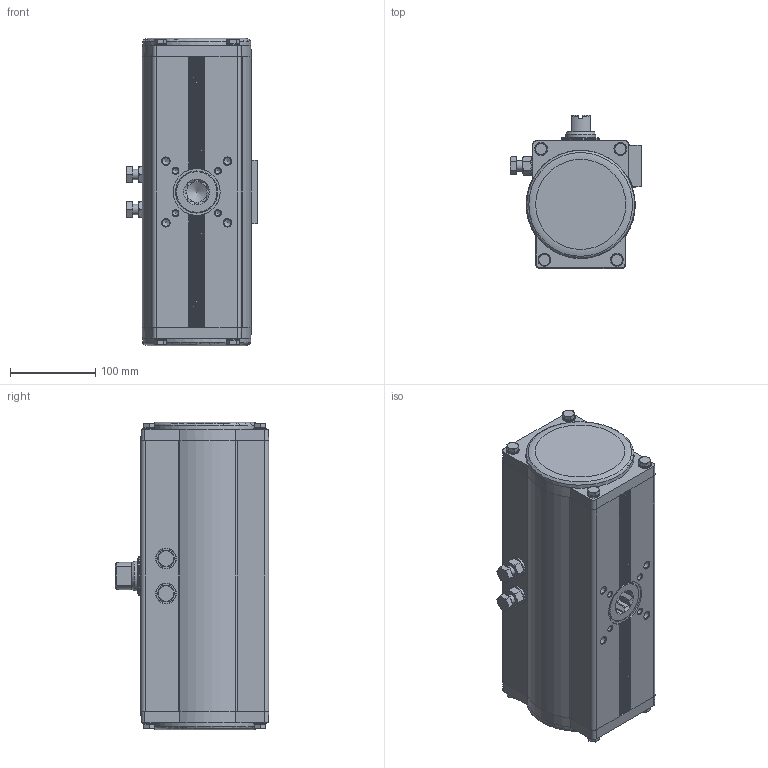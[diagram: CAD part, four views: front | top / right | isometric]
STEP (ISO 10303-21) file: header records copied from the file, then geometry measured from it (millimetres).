
FILE_DESCRIPTION(/* description */ ('STEP AP214'),/* implementation_level */ '2;1');
FILE_NAME(/* name */ '8065343_DFPD-240-RP-135-RD-F0710',/* time_stamp */ '2024-08-15T17:48:42+02:00',/* author */ ('License CC BY-ND 4.0'),/* organization */ ('CADENAS'),/* preprocessor_version */ 'ST-DEVELOPER v19.3',/* originating_system */ 'PARTsolutions',/* authorisation */ ' ');
FILE_SCHEMA (('AUTOMOTIVE_DESIGN {1 0 10303 214 3 1 1}'));
Length unit declared in the file: millimetre
Products named in the file (6): 8065343 DFPD-240-RP-135-RD-F0710---(90); 8042190 DFPD-240-135-RD-F07-------(housing); 8042190 DFPD-240(F07_90)---(shaft); 4134333 SCHEIBE 12.3X23X2.5-1.4301; 4134330 DFPD-240; DIN 934 - M12(F)
Assembly tree (8 placements, depth 2):
  8065343 DFPD-240-RP-135-RD-F0710---(90)
    8042190 DFPD-240-135-RD-F07-------(housing)
    8042190 DFPD-240(F07_90)---(shaft)
    4134333 SCHEIBE 12.3X23X2.5-1.4301  x2
    4134330 DFPD-240  x2
    DIN 934 - M12(F)  x2
Bounding box: 154 x 180 x 361 mm (x, y, z)
Volume: 6178737.7 mm3; surface area: 300743.5 mm2
Topology: 8 solids, 8 shells, 637 faces, 1474 edges, 907 vertices
Faces by surface type: plane 328, cone 146, cylinder 136, torus 25, sphere 2
Full cylindrical faces by diameter (mm): 2 x2, 4.134 x8, 4.917 x1, 6.647 x4, 8.376 x4, 8.5 x2, 10 x2, 10.106 x4, 11.445 x2, 12 x2, 12.3 x2, 12.4 x1, 15 x8, 18 x2, 18.4 x2, 23 x2, 24 x2, 30.8 x1, 35 x3, 36.5 x1, 38.7 x2, 45 x2, 48 x1, 49 x2, 49.5 x2, 55 x1
Entity records: 16273 total; most frequent: CARTESIAN_POINT 3353, DIRECTION 2667, ORIENTED_EDGE 2418, EDGE_CURVE 1209, AXIS2_PLACEMENT_3D 1070, VERTEX_POINT 830, FACE_BOUND 815, EDGE_LOOP 801
